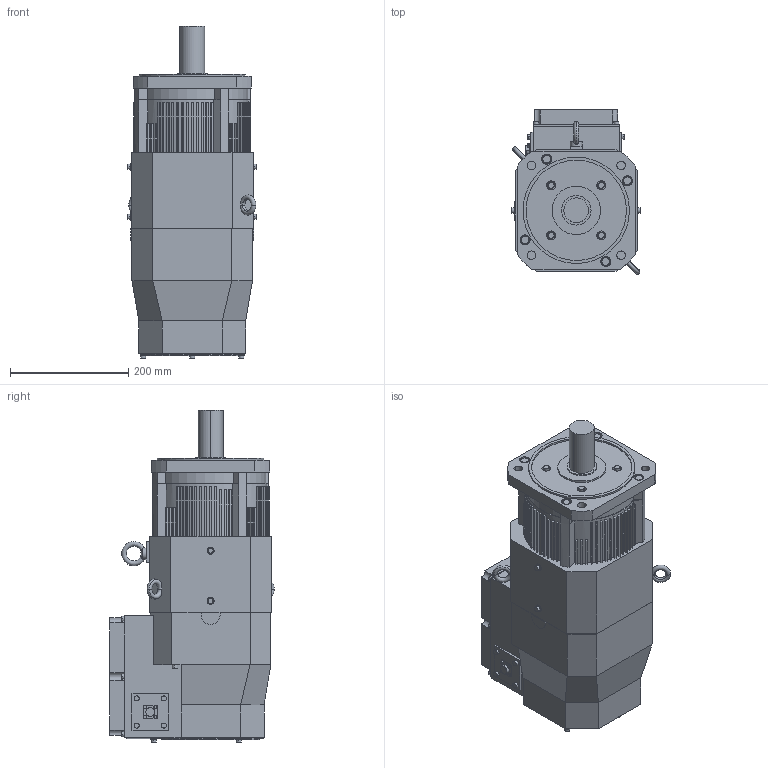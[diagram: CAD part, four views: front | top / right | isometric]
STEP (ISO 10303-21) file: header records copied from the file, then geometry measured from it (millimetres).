
FILE_DESCRIPTION((''),'2;1');
FILE_NAME('HA-LP11K24_','2011-04-05T',('BL67252'),(''),'PRO/ENGINEER BY PARAMETRIC TECHNOLOGY CORPORATION, 2009400','PRO/ENGINEER BY PARAMETRIC TECHNOLOGY CORPORATION, 2009400','');
FILE_SCHEMA(('CONFIG_CONTROL_DESIGN'));
Length unit declared in the file: millimetre
Products named in the file (1): HA-LP11K24_
Bounding box: 216.8 x 278.08 x 561.8 mm (x, y, z)
Volume: 18921297.4 mm3; surface area: 596806.1 mm2
Topology: 1 solids, 2 shells, 634 faces, 1701 edges, 1135 vertices
Faces by surface type: plane 445, cylinder 177, torus 10, cone 2
Entity records: 21147 total; most frequent: CARTESIAN_POINT 4679, DIRECTION 3484, ORIENTED_EDGE 3398, EDGE_CURVE 1699, AXIS2_PLACEMENT_3D 1175, VERTEX_POINT 1135, VECTOR 1134, LINE 1134
